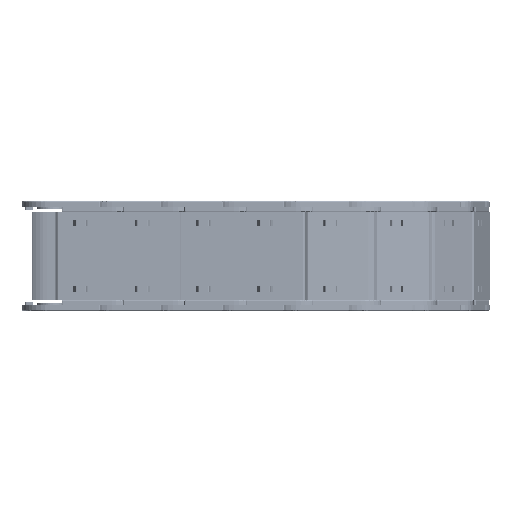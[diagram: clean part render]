
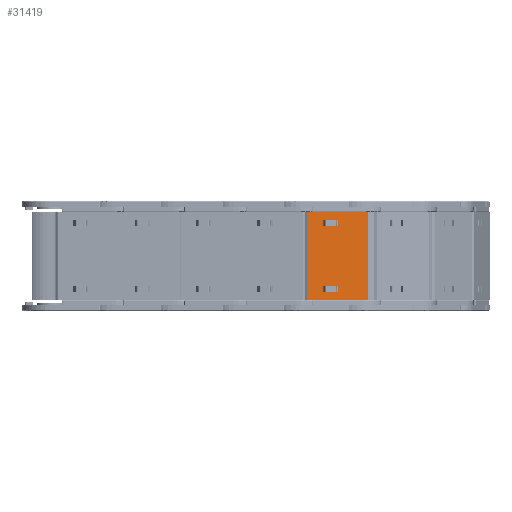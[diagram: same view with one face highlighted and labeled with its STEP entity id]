
A CAD part, front view. The second image highlights one B-rep face of the part: STEP entity #31419.
In plain terms, the highlighted face is planar.
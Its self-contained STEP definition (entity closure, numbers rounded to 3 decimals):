
#843 = FACE_BOUND ( 'NONE', #14274, .T. ) ;
#912 = DIRECTION ( 'NONE',  ( 0., 0., -1. ) ) ;
#968 = VERTEX_POINT ( 'NONE', #38793 ) ;
#1116 = CARTESIAN_POINT ( 'NONE',  ( -43.943, 70.399, -32.166 ) ) ;
#1356 = EDGE_CURVE ( 'NONE', #28925, #24500, #43389, .T. ) ;
#1359 = LINE ( 'NONE', #12217, #13887 ) ;
#1727 = ORIENTED_EDGE ( 'NONE', *, *, #2741, .T. ) ;
#2706 = DIRECTION ( 'NONE',  ( -1., 0., 0. ) ) ;
#2741 = EDGE_CURVE ( 'NONE', #15723, #29104, #34056, .T. ) ;
#2959 = LINE ( 'NONE', #19707, #38815 ) ;
#3728 = CARTESIAN_POINT ( 'NONE',  ( -40.943, 70.399, 41.684 ) ) ;
#3894 = EDGE_CURVE ( 'NONE', #23491, #28925, #26669, .T. ) ;
#3953 = ORIENTED_EDGE ( 'NONE', *, *, #1356, .F. ) ;
#4774 = CARTESIAN_POINT ( 'NONE',  ( -26.943, 70.399, -19.116 ) ) ;
#5161 = LINE ( 'NONE', #1116, #24720 ) ;
#5477 = DIRECTION ( 'NONE',  ( 0., 0., -1. ) ) ;
#5707 = DIRECTION ( 'NONE',  ( 0., 0., -1. ) ) ;
#6252 = VECTOR ( 'NONE', #39812, 1000. ) ;
#6268 = EDGE_CURVE ( 'NONE', #15723, #968, #14830, .T. ) ;
#6375 = CARTESIAN_POINT ( 'NONE',  ( -40.943, 70.399, 41.684 ) ) ;
#6503 = EDGE_LOOP ( 'NONE', ( #6610, #1727, #44002, #20356 ) ) ;
#6610 = ORIENTED_EDGE ( 'NONE', *, *, #6268, .F. ) ;
#6922 = ORIENTED_EDGE ( 'NONE', *, *, #16465, .F. ) ;
#7581 = CARTESIAN_POINT ( 'NONE',  ( -68.923, 70.399, -32.166 ) ) ;
#8775 = EDGE_LOOP ( 'NONE', ( #3953, #12035, #38938, #6922 ) ) ;
#8927 = EDGE_CURVE ( 'NONE', #968, #20179, #5161, .T. ) ;
#9117 = EDGE_CURVE ( 'NONE', #29959, #44566, #12236, .T. ) ;
#9147 = CARTESIAN_POINT ( 'NONE',  ( -26.943, 70.399, -25.416 ) ) ;
#9320 = EDGE_CURVE ( 'NONE', #11890, #15200, #33946, .T. ) ;
#11137 = CARTESIAN_POINT ( 'NONE',  ( -12.723, 70.399, 90.053 ) ) ;
#11810 = CARTESIAN_POINT ( 'NONE',  ( -40.943, 70.399, -25.416 ) ) ;
#11890 = VERTEX_POINT ( 'NONE', #35465 ) ;
#12035 = ORIENTED_EDGE ( 'NONE', *, *, #3894, .F. ) ;
#12217 = CARTESIAN_POINT ( 'NONE',  ( -40.943, 70.399, -25.416 ) ) ;
#12236 = LINE ( 'NONE', #36588, #6252 ) ;
#13326 = VECTOR ( 'NONE', #23478, 1000. ) ;
#13887 = VECTOR ( 'NONE', #39551, 1000. ) ;
#14157 = DIRECTION ( 'NONE',  ( 0., 1., 0. ) ) ;
#14274 = EDGE_LOOP ( 'NONE', ( #20473, #41133, #26025, #14503 ) ) ;
#14503 = ORIENTED_EDGE ( 'NONE', *, *, #9320, .T. ) ;
#14830 = LINE ( 'NONE', #11137, #44720 ) ;
#15200 = VERTEX_POINT ( 'NONE', #40679 ) ;
#15723 = VERTEX_POINT ( 'NONE', #37409 ) ;
#16465 = EDGE_CURVE ( 'NONE', #24500, #24541, #2959, .T. ) ;
#17876 = DIRECTION ( 'NONE',  ( -1., 0., 0. ) ) ;
#18293 = DIRECTION ( 'NONE',  ( -1., 0., 0. ) ) ;
#18551 = LINE ( 'NONE', #26674, #35883 ) ;
#18804 = CARTESIAN_POINT ( 'NONE',  ( -40.943, 70.399, -19.116 ) ) ;
#19521 = EDGE_CURVE ( 'NONE', #15200, #29959, #18551, .T. ) ;
#19707 = CARTESIAN_POINT ( 'NONE',  ( -40.943, 70.399, -19.116 ) ) ;
#19766 = CARTESIAN_POINT ( 'NONE',  ( -43.943, 70.399, 8.434 ) ) ;
#20179 = VERTEX_POINT ( 'NONE', #7581 ) ;
#20356 = ORIENTED_EDGE ( 'NONE', *, *, #8927, .F. ) ;
#20395 = FACE_OUTER_BOUND ( 'NONE', #6503, .T. ) ;
#20473 = ORIENTED_EDGE ( 'NONE', *, *, #19521, .T. ) ;
#23478 = DIRECTION ( 'NONE',  ( 0., 0., -1. ) ) ;
#23491 = VERTEX_POINT ( 'NONE', #9147 ) ;
#24500 = VERTEX_POINT ( 'NONE', #18804 ) ;
#24527 = AXIS2_PLACEMENT_3D ( 'NONE', #19766, #14157, #912 ) ;
#24541 = VERTEX_POINT ( 'NONE', #11810 ) ;
#24720 = VECTOR ( 'NONE', #18293, 1000. ) ;
#26025 = ORIENTED_EDGE ( 'NONE', *, *, #35848, .T. ) ;
#26669 = LINE ( 'NONE', #4774, #33208 ) ;
#26674 = CARTESIAN_POINT ( 'NONE',  ( -40.943, 70.399, 35.384 ) ) ;
#27334 = CARTESIAN_POINT ( 'NONE',  ( -68.923, 70.399, 48.434 ) ) ;
#28925 = VERTEX_POINT ( 'NONE', #29166 ) ;
#29104 = VERTEX_POINT ( 'NONE', #27334 ) ;
#29166 = CARTESIAN_POINT ( 'NONE',  ( -26.943, 70.399, -19.116 ) ) ;
#29478 = DIRECTION ( 'NONE',  ( 0., 0., 1. ) ) ;
#29959 = VERTEX_POINT ( 'NONE', #39010 ) ;
#31325 = DIRECTION ( 'NONE',  ( 1., 0., 0. ) ) ;
#31419 = ADVANCED_FACE ( 'NONE', ( #38852, #20395, #843 ), #38052, .F. ) ;
#31450 = EDGE_CURVE ( 'NONE', #24541, #23491, #1359, .T. ) ;
#31697 = LINE ( 'NONE', #3728, #38787 ) ;
#31722 = CARTESIAN_POINT ( 'NONE',  ( -43.943, 70.399, 48.434 ) ) ;
#33208 = VECTOR ( 'NONE', #29478, 1000. ) ;
#33946 = LINE ( 'NONE', #37434, #13326 ) ;
#34056 = LINE ( 'NONE', #31722, #42248 ) ;
#34730 = VECTOR ( 'NONE', #5477, 1000. ) ;
#34855 = CARTESIAN_POINT ( 'NONE',  ( -40.943, 70.399, -19.116 ) ) ;
#35465 = CARTESIAN_POINT ( 'NONE',  ( -26.943, 70.399, 41.684 ) ) ;
#35848 = EDGE_CURVE ( 'NONE', #44566, #11890, #31697, .T. ) ;
#35883 = VECTOR ( 'NONE', #2706, 1000. ) ;
#36588 = CARTESIAN_POINT ( 'NONE',  ( -40.943, 70.399, 35.384 ) ) ;
#36751 = CARTESIAN_POINT ( 'NONE',  ( -68.923, 70.399, 90.053 ) ) ;
#37409 = CARTESIAN_POINT ( 'NONE',  ( -12.723, 70.399, 48.434 ) ) ;
#37434 = CARTESIAN_POINT ( 'NONE',  ( -26.943, 70.399, 35.384 ) ) ;
#38052 = PLANE ( 'NONE',  #24527 ) ;
#38787 = VECTOR ( 'NONE', #31325, 1000. ) ;
#38793 = CARTESIAN_POINT ( 'NONE',  ( -12.723, 70.399, -32.166 ) ) ;
#38815 = VECTOR ( 'NONE', #5707, 1000. ) ;
#38852 = FACE_BOUND ( 'NONE', #8775, .T. ) ;
#38905 = DIRECTION ( 'NONE',  ( 0., 0., -1. ) ) ;
#38938 = ORIENTED_EDGE ( 'NONE', *, *, #31450, .F. ) ;
#39010 = CARTESIAN_POINT ( 'NONE',  ( -40.943, 70.399, 35.384 ) ) ;
#39551 = DIRECTION ( 'NONE',  ( 1., 0., 0. ) ) ;
#39812 = DIRECTION ( 'NONE',  ( 0., 0., 1. ) ) ;
#40679 = CARTESIAN_POINT ( 'NONE',  ( -26.943, 70.399, 35.384 ) ) ;
#41133 = ORIENTED_EDGE ( 'NONE', *, *, #9117, .T. ) ;
#41234 = VECTOR ( 'NONE', #17876, 1000. ) ;
#42210 = EDGE_CURVE ( 'NONE', #29104, #20179, #43954, .T. ) ;
#42248 = VECTOR ( 'NONE', #42258, 1000. ) ;
#42258 = DIRECTION ( 'NONE',  ( -1., 0., 0. ) ) ;
#43389 = LINE ( 'NONE', #34855, #41234 ) ;
#43954 = LINE ( 'NONE', #36751, #34730 ) ;
#44002 = ORIENTED_EDGE ( 'NONE', *, *, #42210, .T. ) ;
#44566 = VERTEX_POINT ( 'NONE', #6375 ) ;
#44720 = VECTOR ( 'NONE', #38905, 1000. ) ;
